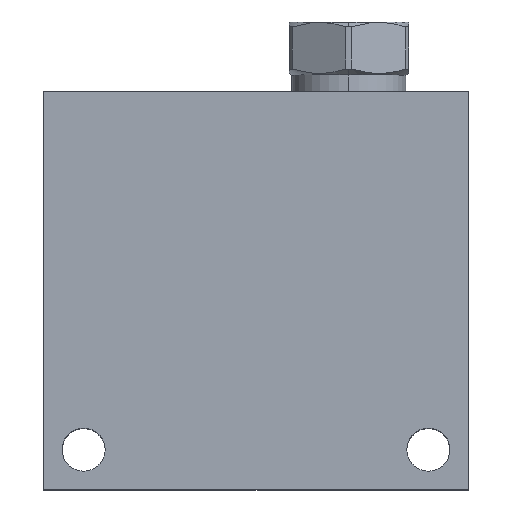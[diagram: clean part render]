
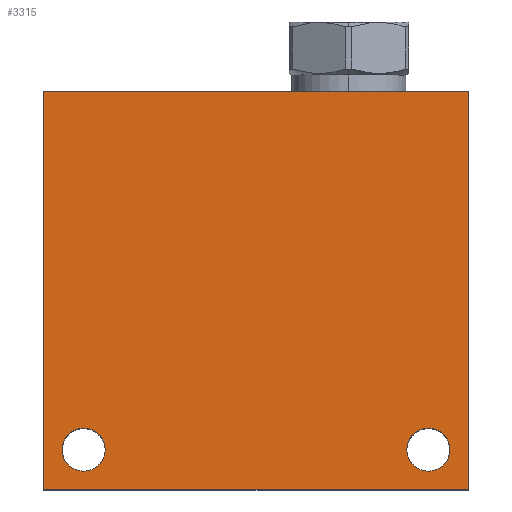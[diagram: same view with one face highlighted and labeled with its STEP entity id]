
A CAD part, top view. The second image highlights one B-rep face of the part: STEP entity #3315.
In plain terms, the highlighted planar face has unit normal (0, 0, 1).
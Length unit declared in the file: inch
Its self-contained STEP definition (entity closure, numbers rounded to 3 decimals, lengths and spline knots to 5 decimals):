
#143=DIRECTION('',(0.,-1.,0.));
#144=VECTOR('',#143,3.75);
#145=CARTESIAN_POINT('',(0.,0.,3.));
#146=LINE('',#145,#144);
#147=DIRECTION('',(-1.,0.,0.));
#148=VECTOR('',#147,4.);
#149=CARTESIAN_POINT('',(4.,0.,3.));
#150=LINE('',#149,#148);
#151=DIRECTION('',(0.,1.,0.));
#152=VECTOR('',#151,3.75);
#153=CARTESIAN_POINT('',(4.,-3.75,3.));
#154=LINE('',#153,#152);
#155=DIRECTION('',(1.,0.,0.));
#156=VECTOR('',#155,4.);
#157=CARTESIAN_POINT('',(0.,-3.75,3.));
#158=LINE('',#157,#156);
#159=CARTESIAN_POINT('',(0.375,-3.375,3.));
#160=DIRECTION('',(0.,0.,-1.));
#161=DIRECTION('',(-1.,0.,0.));
#162=AXIS2_PLACEMENT_3D('',#159,#160,#161);
#164=CARTESIAN_POINT('',(0.375,-3.375,3.));
#165=DIRECTION('',(0.,0.,-1.));
#166=DIRECTION('',(1.,0.,0.));
#167=AXIS2_PLACEMENT_3D('',#164,#165,#166);
#169=CARTESIAN_POINT('',(3.625,-3.375,3.));
#170=DIRECTION('',(0.,0.,-1.));
#171=DIRECTION('',(-1.,0.,0.));
#172=AXIS2_PLACEMENT_3D('',#169,#170,#171);
#174=CARTESIAN_POINT('',(3.625,-3.375,3.));
#175=DIRECTION('',(0.,0.,-1.));
#176=DIRECTION('',(1.,0.,0.));
#177=AXIS2_PLACEMENT_3D('',#174,#175,#176);
#2746=CARTESIAN_POINT('',(0.,0.,3.));
#2747=CARTESIAN_POINT('',(0.,-3.75,3.));
#2748=VERTEX_POINT('',#2746);
#2749=VERTEX_POINT('',#2747);
#2750=CARTESIAN_POINT('',(4.,-3.75,3.));
#2751=VERTEX_POINT('',#2750);
#2752=CARTESIAN_POINT('',(4.,0.,3.));
#2753=VERTEX_POINT('',#2752);
#2754=CARTESIAN_POINT('',(0.172,-3.375,3.));
#2755=CARTESIAN_POINT('',(0.578,-3.375,3.));
#2756=VERTEX_POINT('',#2754);
#2757=VERTEX_POINT('',#2755);
#2758=CARTESIAN_POINT('',(3.422,-3.375,3.));
#2759=CARTESIAN_POINT('',(3.828,-3.375,3.));
#2760=VERTEX_POINT('',#2758);
#2761=VERTEX_POINT('',#2759);
#3292=CARTESIAN_POINT('',(0.,0.,3.));
#3293=DIRECTION('',(0.,0.,1.));
#3294=DIRECTION('',(1.,0.,0.));
#3295=AXIS2_PLACEMENT_3D('',#3292,#3293,#3294);
#3296=PLANE('',#3295);
#3297=ORIENTED_EDGE('',*,*,#3190,.F.);
#3298=ORIENTED_EDGE('',*,*,#3229,.F.);
#3299=ORIENTED_EDGE('',*,*,#3255,.F.);
#3300=ORIENTED_EDGE('',*,*,#3280,.F.);
#3301=EDGE_LOOP('',(#3297,#3298,#3299,#3300));
#3302=FACE_OUTER_BOUND('',#3301,.F.);
#3304=ORIENTED_EDGE('',*,*,#3303,.F.);
#3306=ORIENTED_EDGE('',*,*,#3305,.F.);
#3307=EDGE_LOOP('',(#3304,#3306));
#3308=FACE_BOUND('',#3307,.F.);
#3310=ORIENTED_EDGE('',*,*,#3309,.F.);
#3312=ORIENTED_EDGE('',*,*,#3311,.F.);
#3313=EDGE_LOOP('',(#3310,#3312));
#3314=FACE_BOUND('',#3313,.F.);
#3315=ADVANCED_FACE('',(#3302,#3308,#3314),#3296,.T.);
#163=CIRCLE('',#162,0.203);
#168=CIRCLE('',#167,0.203);
#173=CIRCLE('',#172,0.203);
#178=CIRCLE('',#177,0.203);
#3190=EDGE_CURVE('',#2748,#2749,#146,.T.);
#3229=EDGE_CURVE('',#2753,#2748,#150,.T.);
#3255=EDGE_CURVE('',#2751,#2753,#154,.T.);
#3280=EDGE_CURVE('',#2749,#2751,#158,.T.);
#3303=EDGE_CURVE('',#2756,#2757,#163,.T.);
#3305=EDGE_CURVE('',#2757,#2756,#168,.T.);
#3309=EDGE_CURVE('',#2760,#2761,#173,.T.);
#3311=EDGE_CURVE('',#2761,#2760,#178,.T.);
